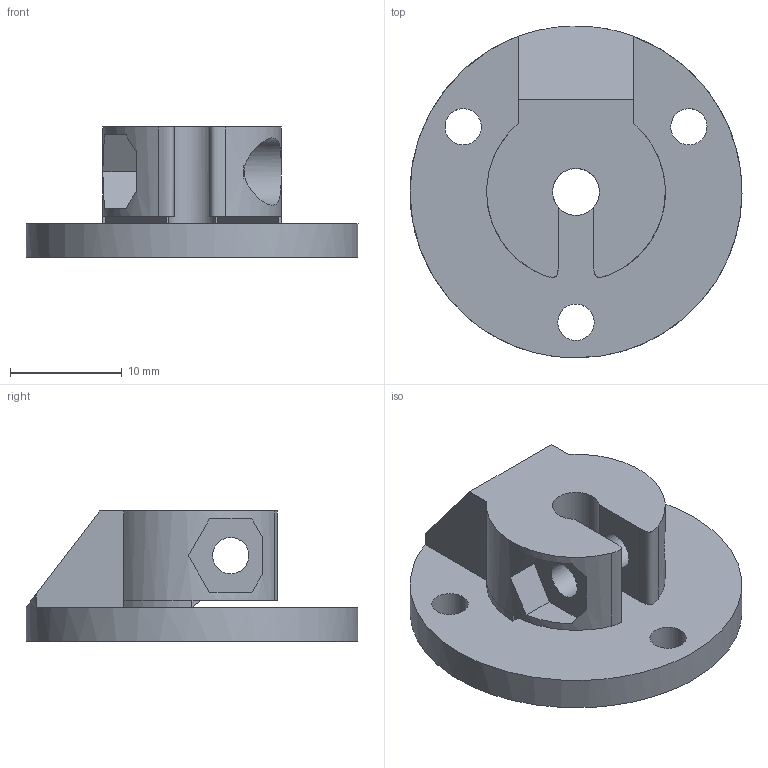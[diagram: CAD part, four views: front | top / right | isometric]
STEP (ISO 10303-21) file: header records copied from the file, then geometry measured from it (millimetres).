
FILE_DESCRIPTION(/* description */ (''),/* implementation_level */ '2;1');
FILE_NAME(/* name */ 'onShaftHolder',/* time_stamp */ '2026-01-29T13:57:54+03:00',/* author */ (''),/* organization */ (''),/* preprocessor_version */ 'ST-DEVELOPER v16.5',/* originating_system */ 'Rhino 7.23',/* authorisation */ '');
FILE_SCHEMA (('CONFIG_CONTROL_DESIGN'));
Length unit declared in the file: millimetre
Products named in the file (1): Document
Bounding box: 29.73 x 29.72 x 11.64 mm (x, y, z)
Volume: 3546.3 mm3; surface area: 2590.6 mm2
Topology: 1 solids, 1 shells, 42 faces, 111 edges, 72 vertices
Faces by surface type: plane 28, cylinder 12, bspline 2
Full cylindrical faces by diameter (mm): 3.25 x5, 4.2 x1, 6.039 x1, 29.732 x1
Entity records: 1416 total; most frequent: CARTESIAN_POINT 573, ORIENTED_EDGE 222, EDGE_CURVE 111, B_SPLINE_CURVE_WITH_KNOTS 72, VERTEX_POINT 72, EDGE_LOOP 55, DIRECTION 44, ADVANCED_FACE 42
